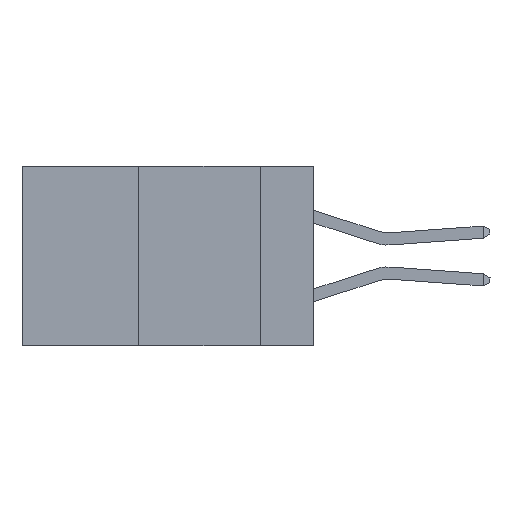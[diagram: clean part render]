
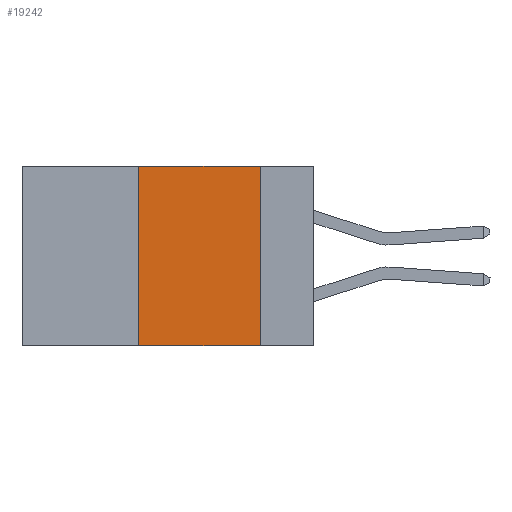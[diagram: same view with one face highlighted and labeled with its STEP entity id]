
A CAD part, left-side view. The second image highlights one B-rep face of the part: STEP entity #19242.
In plain terms, the highlighted planar face has unit normal (-1, 0, 0).
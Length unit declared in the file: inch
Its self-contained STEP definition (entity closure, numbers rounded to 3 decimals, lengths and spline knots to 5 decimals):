
#25 = EDGE_CURVE ( 'NONE', #8901, #8849, #18698, .T. ) ;
#632 = CARTESIAN_POINT ( 'NONE',  ( 0., 0.6, -0.37 ) ) ;
#662 = VECTOR ( 'NONE', #13795, 39.37008 ) ;
#1365 = ORIENTED_EDGE ( 'NONE', *, *, #25, .T. ) ;
#1512 = FACE_OUTER_BOUND ( 'NONE', #12603, .T. ) ;
#1937 = CARTESIAN_POINT ( 'NONE',  ( 0., 0.6, 0. ) ) ;
#3613 = VERTEX_POINT ( 'NONE', #14796 ) ;
#4173 = VECTOR ( 'NONE', #16600, 39.37008 ) ;
#4756 = LINE ( 'NONE', #6239, #4173 ) ;
#6239 = CARTESIAN_POINT ( 'NONE',  ( 0., 0.36, 0. ) ) ;
#6414 = EDGE_CURVE ( 'NONE', #13087, #3613, #14523, .T. ) ;
#6610 = PLANE ( 'NONE',  #7850 ) ;
#7651 = DIRECTION ( 'NONE',  ( 0., -1., 0. ) ) ;
#7850 = AXIS2_PLACEMENT_3D ( 'NONE', #8406, #10122, #22168 ) ;
#8406 = CARTESIAN_POINT ( 'NONE',  ( 0., 0.6, 0. ) ) ;
#8849 = VERTEX_POINT ( 'NONE', #15748 ) ;
#8901 = VERTEX_POINT ( 'NONE', #19347 ) ;
#10122 = DIRECTION ( 'NONE',  ( 1., 0., 0. ) ) ;
#11103 = EDGE_CURVE ( 'NONE', #8901, #13087, #4756, .T. ) ;
#12050 = CARTESIAN_POINT ( 'NONE',  ( 0., 0.11, 0. ) ) ;
#12603 = EDGE_LOOP ( 'NONE', ( #19848, #22553, #16639, #1365 ) ) ;
#13087 = VERTEX_POINT ( 'NONE', #16935 ) ;
#13795 = DIRECTION ( 'NONE',  ( 0., 0., -1. ) ) ;
#13983 = VECTOR ( 'NONE', #19367, 39.37008 ) ;
#14127 = VECTOR ( 'NONE', #7651, 39.37008 ) ;
#14523 = LINE ( 'NONE', #1937, #13983 ) ;
#14796 = CARTESIAN_POINT ( 'NONE',  ( 0., 0.11, 0. ) ) ;
#15207 = LINE ( 'NONE', #12050, #662 ) ;
#15748 = CARTESIAN_POINT ( 'NONE',  ( 0., 0.11, -0.37 ) ) ;
#16600 = DIRECTION ( 'NONE',  ( 0., 0., 1. ) ) ;
#16639 = ORIENTED_EDGE ( 'NONE', *, *, #11103, .F. ) ;
#16935 = CARTESIAN_POINT ( 'NONE',  ( 0., 0.36, 0. ) ) ;
#18154 = EDGE_CURVE ( 'NONE', #3613, #8849, #15207, .T. ) ;
#18698 = LINE ( 'NONE', #632, #14127 ) ;
#19242 = ADVANCED_FACE ( 'NONE', ( #1512 ), #6610, .F. ) ;
#19347 = CARTESIAN_POINT ( 'NONE',  ( 0., 0.36, -0.37 ) ) ;
#19367 = DIRECTION ( 'NONE',  ( 0., -1., 0. ) ) ;
#19848 = ORIENTED_EDGE ( 'NONE', *, *, #18154, .F. ) ;
#22168 = DIRECTION ( 'NONE',  ( 0., 0., -1. ) ) ;
#22553 = ORIENTED_EDGE ( 'NONE', *, *, #6414, .F. ) ;
